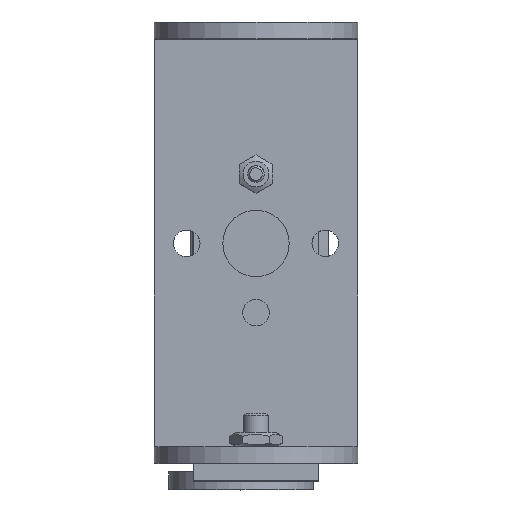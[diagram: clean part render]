
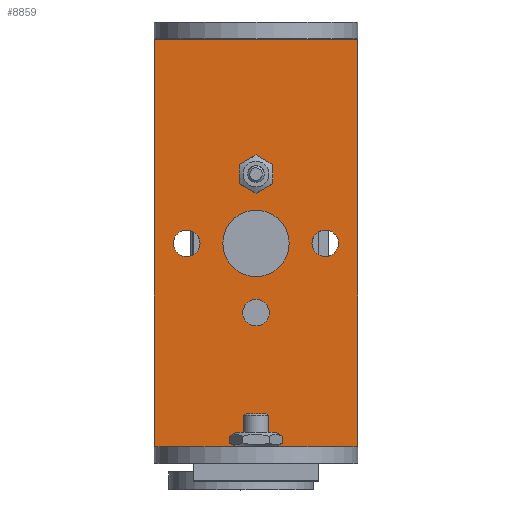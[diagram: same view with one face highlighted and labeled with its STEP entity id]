
A CAD part, top view. The second image highlights one B-rep face of the part: STEP entity #8859.
In plain terms, the highlighted planar face has unit normal (0, 0, 1).
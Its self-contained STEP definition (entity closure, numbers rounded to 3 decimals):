
#420=LINE('',#13769,#973);
#424=LINE('',#13775,#977);
#425=LINE('',#13778,#978);
#426=LINE('',#13779,#979);
#973=VECTOR('',#10914,10.);
#977=VECTOR('',#10920,10.);
#978=VECTOR('',#10923,10.);
#979=VECTOR('',#10924,10.);
#1465=PLANE('',#9517);
#1792=FACE_BOUND('',#2657,.T.);
#1793=FACE_BOUND('',#2658,.T.);
#1794=FACE_BOUND('',#2659,.T.);
#1795=FACE_BOUND('',#2660,.T.);
#1796=FACE_BOUND('',#2661,.T.);
#2108=FACE_OUTER_BOUND('',#2656,.T.);
#2656=EDGE_LOOP('',(#6285,#6286,#6287,#6288));
#2657=EDGE_LOOP('',(#6289));
#2658=EDGE_LOOP('',(#6290));
#2659=EDGE_LOOP('',(#6291));
#2660=EDGE_LOOP('',(#6292));
#2661=EDGE_LOOP('',(#6293));
#3293=CIRCLE('',#9493,4.);
#3294=CIRCLE('',#9495,1.6);
#3295=CIRCLE('',#9497,1.6);
#3296=CIRCLE('',#9499,1.6);
#3297=CIRCLE('',#9501,1.6);
#3855=VERTEX_POINT('',#13720);
#3856=VERTEX_POINT('',#13723);
#3857=VERTEX_POINT('',#13726);
#3858=VERTEX_POINT('',#13729);
#3859=VERTEX_POINT('',#13732);
#3872=VERTEX_POINT('',#13766);
#3873=VERTEX_POINT('',#13768);
#3874=VERTEX_POINT('',#13773);
#3875=VERTEX_POINT('',#13777);
#4798=EDGE_CURVE('',#3855,#3855,#3293,.T.);
#4799=EDGE_CURVE('',#3856,#3856,#3294,.T.);
#4800=EDGE_CURVE('',#3857,#3857,#3295,.T.);
#4801=EDGE_CURVE('',#3858,#3858,#3296,.T.);
#4802=EDGE_CURVE('',#3859,#3859,#3297,.T.);
#4818=EDGE_CURVE('',#3872,#3873,#420,.T.);
#4822=EDGE_CURVE('',#3872,#3874,#424,.T.);
#4823=EDGE_CURVE('',#3875,#3874,#425,.T.);
#4824=EDGE_CURVE('',#3873,#3875,#426,.T.);
#6285=ORIENTED_EDGE('',*,*,#4823,.F.);
#6286=ORIENTED_EDGE('',*,*,#4824,.F.);
#6287=ORIENTED_EDGE('',*,*,#4818,.F.);
#6288=ORIENTED_EDGE('',*,*,#4822,.T.);
#6289=ORIENTED_EDGE('',*,*,#4798,.T.);
#6290=ORIENTED_EDGE('',*,*,#4799,.T.);
#6291=ORIENTED_EDGE('',*,*,#4800,.T.);
#6292=ORIENTED_EDGE('',*,*,#4801,.T.);
#6293=ORIENTED_EDGE('',*,*,#4802,.T.);
#8859=ADVANCED_FACE('',(#2108,#1792,#1793,#1794,#1795,#1796),#1465,.F.);
#9493=AXIS2_PLACEMENT_3D('',#13721,#10861,#10862);
#9495=AXIS2_PLACEMENT_3D('',#13724,#10865,#10866);
#9497=AXIS2_PLACEMENT_3D('',#13727,#10869,#10870);
#9499=AXIS2_PLACEMENT_3D('',#13730,#10873,#10874);
#9501=AXIS2_PLACEMENT_3D('',#13733,#10877,#10878);
#9517=AXIS2_PLACEMENT_3D('',#13776,#10921,#10922);
#10861=DIRECTION('center_axis',(0.,0.,
-1.));
#10862=DIRECTION('ref_axis',(-1.,0.,0.));
#10865=DIRECTION('center_axis',(0.,0.,
-1.));
#10866=DIRECTION('ref_axis',(-1.,0.,0.));
#10869=DIRECTION('center_axis',(0.,0.,
-1.));
#10870=DIRECTION('ref_axis',(-1.,0.,0.));
#10873=DIRECTION('center_axis',(0.,0.,
-1.));
#10874=DIRECTION('ref_axis',(-1.,0.,0.));
#10877=DIRECTION('center_axis',(0.,0.,
-1.));
#10878=DIRECTION('ref_axis',(-1.,0.,0.));
#10914=DIRECTION('',(0.,-1.,0.));
#10920=DIRECTION('',(-1.,0.,0.));
#10921=DIRECTION('center_axis',(0.,0.,
-1.));
#10922=DIRECTION('ref_axis',(0.,-1.,0.));
#10923=DIRECTION('',(0.,1.,0.));
#10924=DIRECTION('',(-1.,0.,0.));
#13720=CARTESIAN_POINT('',(11.5,28.6,-31.));
#13721=CARTESIAN_POINT('Origin',(7.5,28.6,-31.));
#13723=CARTESIAN_POINT('',(0.75,28.6,-31.));
#13724=CARTESIAN_POINT('Origin',(-0.85,28.6,-31.));
#13726=CARTESIAN_POINT('',(17.45,28.6,-31.));
#13727=CARTESIAN_POINT('Origin',(15.85,28.6,-31.));
#13729=CARTESIAN_POINT('',(9.1,20.25,-31.));
#13730=CARTESIAN_POINT('Origin',(7.5,20.25,-31.));
#13732=CARTESIAN_POINT('',(9.1,36.95,-31.));
#13733=CARTESIAN_POINT('Origin',(7.5,36.95,-31.));
#13766=CARTESIAN_POINT('',(19.8,53.2,-31.));
#13768=CARTESIAN_POINT('',(19.8,4.,-31.));
#13769=CARTESIAN_POINT('',(19.8,27.6,-31.));
#13773=CARTESIAN_POINT('',(-4.8,53.2,-31.));
#13775=CARTESIAN_POINT('',(19.8,53.2,-31.));
#13776=CARTESIAN_POINT('Origin',(19.8,53.2,-31.));
#13777=CARTESIAN_POINT('',(-4.8,4.,-31.));
#13778=CARTESIAN_POINT('',(-4.8,27.6,-31.));
#13779=CARTESIAN_POINT('',(19.8,4.,-31.));
